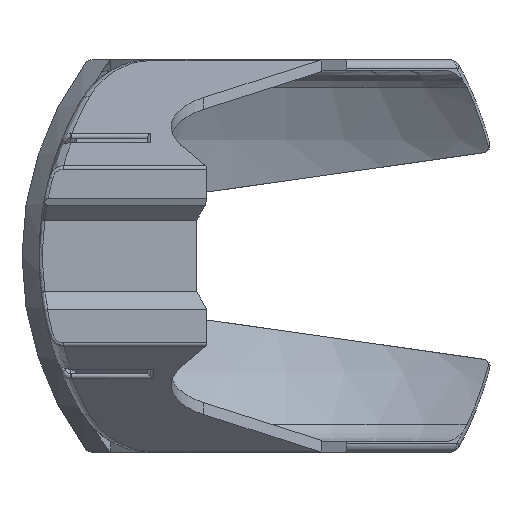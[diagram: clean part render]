
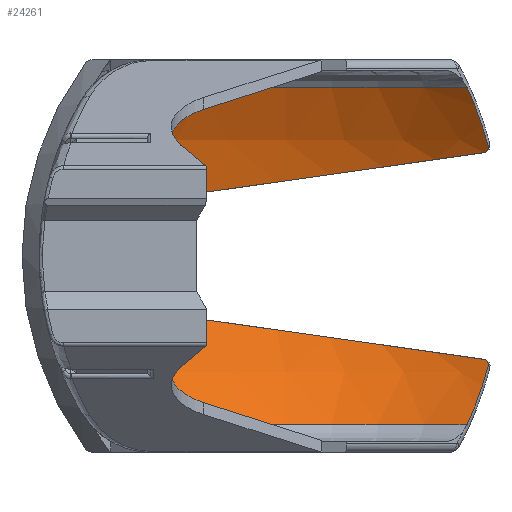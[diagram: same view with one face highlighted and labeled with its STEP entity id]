
A CAD part, front view. The second image highlights one B-rep face of the part: STEP entity #24261.
In plain terms, the highlighted spherical face has radius 2286.14 mm.
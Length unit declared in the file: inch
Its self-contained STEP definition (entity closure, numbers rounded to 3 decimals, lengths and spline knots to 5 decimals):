
#17556=CARTESIAN_POINT(' ',(26.71007,118.63425,-102.24965));
#17557=VERTEX_POINT(' ',#17556);
#17611=CARTESIAN_POINT(' ',(132.90172,163.30231,-102.24965));
#17612=VERTEX_POINT(' ',#17611);
#17626=CARTESIAN_POINT(' ',(99.38713,94.41682,-102.24965));
#17631=DIRECTION(' ',(0.,0.,1.));
#17636=DIRECTION(' ',(0.437,0.899,0.));
#17641=AXIS2_PLACEMENT_3D(' ',#17626,#17631,#17636);
#17646=CIRCLE('',#17641,76.60573);
#17651=EDGE_CURVE(' ',#17612,#17557,#17646,.T.);
#19971=CARTESIAN_POINT(' ',(132.90172,163.30231,-7.75035));
#19972=VERTEX_POINT(' ',#19971);
#20036=CARTESIAN_POINT(' ',(26.71007,118.63425,-7.75035));
#20037=VERTEX_POINT(' ',#20036);
#20051=CARTESIAN_POINT(' ',(99.38713,94.41682,-7.75035));
#20056=DIRECTION(' ',(0.,0.,-1.));
#20061=DIRECTION(' ',(-0.949,0.316,0.));
#20066=AXIS2_PLACEMENT_3D(' ',#20051,#20056,#20061);
#20071=CIRCLE('',#20066,76.60573);
#20076=EDGE_CURVE(' ',#20037,#19972,#20071,.T.);
#23431=CARTESIAN_POINT(' ',(99.38715,118.63419,-55.));
#23436=DIRECTION(' ',(0.,1.,0.));
#23441=DIRECTION(' ',(-0.838,0.,-0.545));
#23446=AXIS2_PLACEMENT_3D(' ',#23431,#23436,#23441);
#23451=CIRCLE('',#23446,86.68614);
#23456=EDGE_CURVE(' ',#17557,#20037,#23451,.T.);
#23786=CARTESIAN_POINT(' ',(81.70159,112.10242,-55.00002));
#23791=DIRECTION(' ',(-0.707,0.707,0.));
#23796=DIRECTION(' ',(0.66,0.66,-0.358));
#23801=AXIS2_PLACEMENT_3D(' ',#23786,#23791,#23796);
#23806=CIRCLE('',#23801,86.46045);
#23811=CARTESIAN_POINT(' ',(138.77933,169.17991,-85.97906));
#23812=VERTEX_POINT(' ',#23811);
#23816=EDGE_CURVE(' ',#23812,#17612,#23806,.T.);
#23931=CARTESIAN_POINT(' ',(99.38712,94.41682,-55.));
#23936=DIRECTION(' ',(0.,0.,-1.));
#23941=DIRECTION(' ',(-0.964,0.266,-0.));
#23946=AXIS2_PLACEMENT_3D(' ',#23931,#23936,#23941);
#23951=SPHERICAL_SURFACE(' ',#23946,90.00538);
#23956=CARTESIAN_POINT(' ',(96.11464,94.41682,-78.0528));
#23961=DIRECTION(' ',(0.141,0.,0.99));
#23966=DIRECTION(' ',(0.477,0.876,-0.068));
#23971=AXIS2_PLACEMENT_3D(' ',#23956,#23961,#23966);
#23976=CIRCLE('',#23971,86.94152);
#23981=CARTESIAN_POINT(' ',(137.60747,170.59082,-83.94296));
#23982=VERTEX_POINT(' ',#23981);
#23986=CARTESIAN_POINT(' ',(39.38712,159.80771,-70.));
#23987=VERTEX_POINT(' ',#23986);
#23991=EDGE_CURVE(' ',#23982,#23987,#23976,.T.);
#23996=ORIENTED_EDGE(' ',*,*,#23991,.T.);
#24001=CARTESIAN_POINT(' ',(39.39138,94.42594,-55.00105));
#24006=DIRECTION(' ',(1.,0.,0.));
#24011=DIRECTION(' ',(0.,0.975,-0.224));
#24016=AXIS2_PLACEMENT_3D(' ',#24001,#24006,#24011);
#24021=CIRCLE('',#24016,67.08013);
#24026=CARTESIAN_POINT(' ',(39.38712,161.50607,-55.0001));
#24027=VERTEX_POINT(' ',#24026);
#24031=EDGE_CURVE(' ',#23987,#24027,#24021,.T.);
#24036=ORIENTED_EDGE(' ',*,*,#24031,.T.);
#24041=CARTESIAN_POINT(' ',(39.38918,94.42354,-54.99929));
#24046=DIRECTION(' ',(1.,0.,0.));
#24051=DIRECTION(' ',(0.,1.,0.));
#24056=AXIS2_PLACEMENT_3D(' ',#24041,#24046,#24051);
#24061=CIRCLE('',#24056,67.08253);
#24066=CARTESIAN_POINT(' ',(39.38711,159.80769,-40.));
#24067=VERTEX_POINT(' ',#24066);
#24071=EDGE_CURVE(' ',#24027,#24067,#24061,.T.);
#24076=ORIENTED_EDGE(' ',*,*,#24071,.T.);
#24081=CARTESIAN_POINT(' ',(96.11462,94.41706,-31.94716));
#24086=DIRECTION(' ',(0.141,0.,-0.99));
#24091=DIRECTION(' ',(-0.652,0.752,-0.093));
#24096=AXIS2_PLACEMENT_3D(' ',#24081,#24086,#24091);
#24101=CIRCLE('',#24096,86.94132);
#24106=CARTESIAN_POINT(' ',(137.60747,170.59082,-26.05704));
#24107=VERTEX_POINT(' ',#24106);
#24111=EDGE_CURVE(' ',#24067,#24107,#24101,.T.);
#24116=ORIENTED_EDGE(' ',*,*,#24111,.T.);
#24121=CARTESIAN_POINT(' ',(137.07868,170.11503,-24.23829));
#24126=DIRECTION(' ',(-0.419,-0.841,-0.342));
#24131=DIRECTION(' ',(0.271,0.244,-0.931));
#24136=AXIS2_PLACEMENT_3D(' ',#24121,#24126,#24131);
#24141=CIRCLE('',#24136,1.95291);
#24146=CARTESIAN_POINT(' ',(138.77932,169.17992,-24.02094));
#24147=VERTEX_POINT(' ',#24146);
#24151=EDGE_CURVE(' ',#24107,#24147,#24141,.T.);
#24156=ORIENTED_EDGE(' ',*,*,#24151,.T.);
#24161=CARTESIAN_POINT(' ',(81.70139,112.10263,-54.99997));
#24166=DIRECTION(' ',(0.707,-0.707,0.));
#24171=DIRECTION(' ',(0.66,0.66,0.358));
#24176=AXIS2_PLACEMENT_3D(' ',#24161,#24166,#24171);
#24181=CIRCLE('',#24176,86.46044);
#24186=EDGE_CURVE(' ',#24147,#19972,#24181,.T.);
#24191=ORIENTED_EDGE(' ',*,*,#24186,.T.);
#24196=ORIENTED_EDGE(' ',*,*,#20076,.F.);
#24201=ORIENTED_EDGE(' ',*,*,#23456,.F.);
#24206=ORIENTED_EDGE(' ',*,*,#17651,.F.);
#24211=ORIENTED_EDGE(' ',*,*,#23816,.F.);
#24216=CARTESIAN_POINT(' ',(137.0778,170.11518,-85.76233));
#24221=DIRECTION(' ',(-0.419,-0.841,0.342));
#24226=DIRECTION(' ',(0.871,-0.479,-0.111));
#24231=AXIS2_PLACEMENT_3D(' ',#24216,#24221,#24226);
#24236=CIRCLE('',#24231,1.95369);
#24241=EDGE_CURVE(' ',#23812,#23982,#24236,.T.);
#24246=ORIENTED_EDGE(' ',*,*,#24241,.T.);
#24251=EDGE_LOOP(' ',(#23996,#24036,#24076,#24116,#24156,#24191,#24196,#24201,#24206,#24211,#24246));
#24256=FACE_OUTER_BOUND(' ',#24251,.T.);
#24261=ADVANCED_FACE('',(#24256),#23951,.F.);
